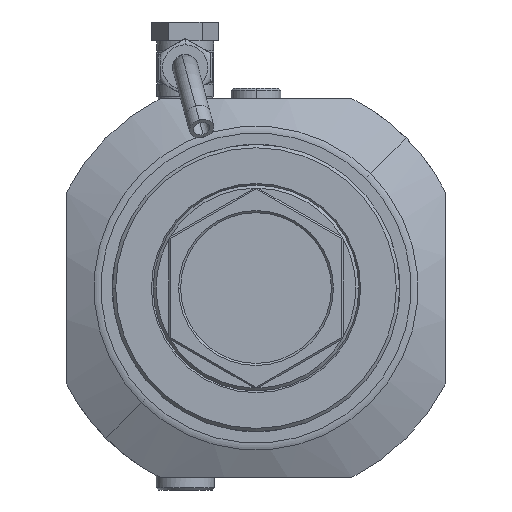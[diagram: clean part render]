
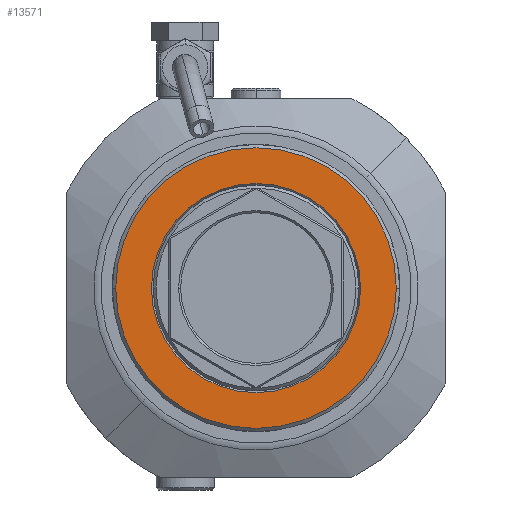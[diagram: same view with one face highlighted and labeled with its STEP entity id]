
A CAD part, left-side view. The second image highlights one B-rep face of the part: STEP entity #13571.
In plain terms, the highlighted planar face has unit normal (-1, 0, 0).
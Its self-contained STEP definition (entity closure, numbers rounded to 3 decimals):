
#5944=CARTESIAN_POINT('',(-26.5,0.,0.));
#5945=DIRECTION('',(-1.,0.,0.));
#5946=DIRECTION('',(0.,1.,0.));
#5947=AXIS2_PLACEMENT_3D('',#5944,#5945,#5946);
#5949=CARTESIAN_POINT('',(-26.5,0.,0.));
#5950=DIRECTION('',(-1.,0.,0.));
#5951=DIRECTION('',(0.,-1.,0.));
#5952=AXIS2_PLACEMENT_3D('',#5949,#5950,#5951);
#5954=CARTESIAN_POINT('',(-26.5,0.,0.));
#5955=DIRECTION('',(1.,0.,0.));
#5956=DIRECTION('',(0.,1.,0.));
#5957=AXIS2_PLACEMENT_3D('',#5954,#5955,#5956);
#5959=CARTESIAN_POINT('',(-26.5,0.,0.));
#5960=DIRECTION('',(1.,0.,0.));
#5961=DIRECTION('',(0.,-1.,0.));
#5962=AXIS2_PLACEMENT_3D('',#5959,#5960,#5961);
#7647=CARTESIAN_POINT('',(-26.5,25.116,0.));
#7648=CARTESIAN_POINT('',(-26.5,-25.116,0.));
#7649=VERTEX_POINT('',#7647);
#7650=VERTEX_POINT('',#7648);
#7651=CARTESIAN_POINT('',(-26.5,33.7,0.));
#7652=CARTESIAN_POINT('',(-26.5,-33.7,0.));
#7653=VERTEX_POINT('',#7651);
#7654=VERTEX_POINT('',#7652);
#13555=CARTESIAN_POINT('',(-26.5,0.,0.));
#13556=DIRECTION('',(-1.,0.,0.));
#13557=DIRECTION('',(0.,1.,0.));
#13558=AXIS2_PLACEMENT_3D('',#13555,#13556,#13557);
#13559=PLANE('',#13558);
#13560=ORIENTED_EDGE('',*,*,#13545,.F.);
#13562=ORIENTED_EDGE('',*,*,#13561,.F.);
#13563=EDGE_LOOP('',(#13560,#13562));
#13564=FACE_OUTER_BOUND('',#13563,.F.);
#13566=ORIENTED_EDGE('',*,*,#13565,.F.);
#13568=ORIENTED_EDGE('',*,*,#13567,.F.);
#13569=EDGE_LOOP('',(#13566,#13568));
#13570=FACE_BOUND('',#13569,.F.);
#5948=CIRCLE('',#5947,33.7);
#5953=CIRCLE('',#5952,33.7);
#5958=CIRCLE('',#5957,25.116);
#5963=CIRCLE('',#5962,25.116);
#13545=EDGE_CURVE('',#7653,#7654,#5948,.T.);
#13561=EDGE_CURVE('',#7654,#7653,#5953,.T.);
#13565=EDGE_CURVE('',#7649,#7650,#5958,.T.);
#13567=EDGE_CURVE('',#7650,#7649,#5963,.T.);
#13571=ADVANCED_FACE('',(#13564,#13570),#13559,.T.);
